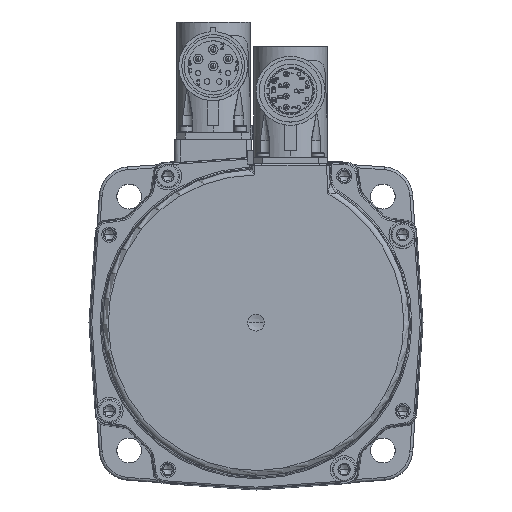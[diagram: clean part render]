
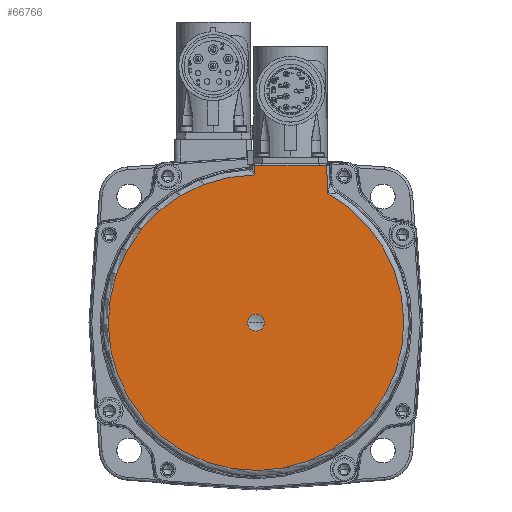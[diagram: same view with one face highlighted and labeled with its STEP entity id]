
A CAD part, top view. The second image highlights one B-rep face of the part: STEP entity #66766.
In plain terms, the highlighted planar face has unit normal (0, 0, 1).
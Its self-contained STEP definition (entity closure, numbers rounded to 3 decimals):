
#15074=DIRECTION('',(1.,0.,0.));
#15075=VECTOR('',#15074,26.042);
#15076=CARTESIAN_POINT('',(-0.509,57.,68.2));
#15077=LINE('',#15076,#15075);
#15103=CARTESIAN_POINT('',(25.534,57.,68.2));
#15334=DIRECTION('',(0.,-1.,0.));
#15335=VECTOR('',#15334,3.468);
#15336=CARTESIAN_POINT('',(-0.509,57.,68.2));
#15337=LINE('',#15336,#15335);
#15390=CARTESIAN_POINT('',(0.,0.,68.2));
#15391=DIRECTION('',(0.,0.,-1.));
#15392=DIRECTION('',(0.487,0.873,0.));
#15393=AXIS2_PLACEMENT_3D('',#15390,#15391,#15392);
#15418=CARTESIAN_POINT('',(0.,0.,68.2));
#15419=DIRECTION('',(0.,0.,-1.));
#15420=DIRECTION('',(1.,0.,0.));
#15421=AXIS2_PLACEMENT_3D('',#15418,#15419,#15420);
#15423=CARTESIAN_POINT('',(0.,0.,68.2));
#15424=DIRECTION('',(0.,0.,-1.));
#15425=DIRECTION('',(-1.,0.,0.));
#15426=AXIS2_PLACEMENT_3D('',#15423,#15424,#15425);
#15428=DIRECTION('',(-0.052,0.999,0.));
#15429=VECTOR('',#15428,10.256);
#15430=CARTESIAN_POINT('',(26.07,46.758,68.2));
#15431=LINE('',#15430,#15429);
#40679=CARTESIAN_POINT('',(3.,0.,68.2));
#40680=CARTESIAN_POINT('',(-3.,0.,68.2));
#40681=VERTEX_POINT('',#40679);
#40682=VERTEX_POINT('',#40680);
#41033=CARTESIAN_POINT('',(26.07,46.758,68.2));
#41034=CARTESIAN_POINT('',(-0.509,53.532,68.2));
#41035=VERTEX_POINT('',#41033);
#41036=VERTEX_POINT('',#41034);
#41039=VERTEX_POINT('',#15103);
#41043=CARTESIAN_POINT('',(-0.509,57.,68.2));
#41044=VERTEX_POINT('',#41043);
#66748=CARTESIAN_POINT('',(0.,0.,68.2));
#66749=DIRECTION('',(0.,0.,1.));
#66750=DIRECTION('',(-1.,0.,0.));
#66751=AXIS2_PLACEMENT_3D('',#66748,#66749,#66750);
#66752=PLANE('',#66751);
#66753=ORIENTED_EDGE('',*,*,#66707,.T.);
#66754=ORIENTED_EDGE('',*,*,#66632,.F.);
#66755=ORIENTED_EDGE('',*,*,#66218,.T.);
#66757=ORIENTED_EDGE('',*,*,#66756,.F.);
#66758=EDGE_LOOP('',(#66753,#66754,#66755,#66757));
#66759=FACE_OUTER_BOUND('',#66758,.F.);
#66761=ORIENTED_EDGE('',*,*,#66760,.F.);
#66763=ORIENTED_EDGE('',*,*,#66762,.F.);
#66764=EDGE_LOOP('',(#66761,#66763));
#66765=FACE_BOUND('',#66764,.F.);
#66766=ADVANCED_FACE('',(#66759,#66765),#66752,.T.);
#15394=CIRCLE('',#15393,53.535);
#15422=CIRCLE('',#15421,3.);
#15427=CIRCLE('',#15426,3.);
#66218=EDGE_CURVE('',#41044,#41039,#15077,.T.);
#66632=EDGE_CURVE('',#41044,#41036,#15337,.T.);
#66707=EDGE_CURVE('',#41035,#41036,#15394,.T.);
#66756=EDGE_CURVE('',#41035,#41039,#15431,.T.);
#66760=EDGE_CURVE('',#40681,#40682,#15422,.T.);
#66762=EDGE_CURVE('',#40682,#40681,#15427,.T.);
